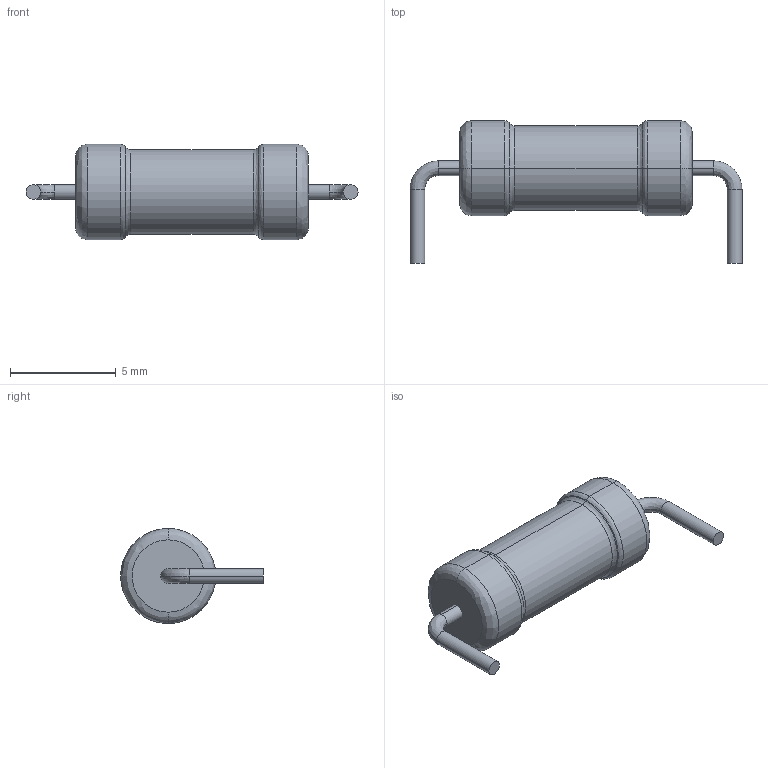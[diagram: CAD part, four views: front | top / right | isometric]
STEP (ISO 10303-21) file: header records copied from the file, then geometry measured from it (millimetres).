
FILE_DESCRIPTION (( 'STEP AP214' ), '1' );
FILE_NAME ('User Library-res_10x15.STEP', '2010-10-20T09:11:16', ( 'sysAdmin' ), ( 'SolidWorks' ), 'SwSTEP 2.0', 'SolidWorks 2010', '' );
FILE_SCHEMA (( 'AUTOMOTIVE_DESIGN' ));
Length unit declared in the file: millimetre
Products named in the file (3): User Library-res_10x15_pin_res_0,7x4,5x15_1; User Library-res_10x15; User Library-res_10x15_res_05-20_res_1.0_1
Assembly tree (2 placements, depth 2):
  User Library-res_10x15
    User Library-res_10x15_res_05-20_res_1.0_1
    User Library-res_10x15_pin_res_0,7x4,5x15_1
Bounding box: 15.7 x 6.75 x 4.5 mm (x, y, z)
Volume: 161.1 mm3; surface area: 224.4 mm2
Topology: 2 solids, 2 shells, 36 faces, 76 edges, 44 vertices
Faces by surface type: bspline 16, cylinder 12, cone 4, plane 4
Entity records: 1658 total; most frequent: CARTESIAN_POINT 413, DIRECTION 178, ORIENTED_EDGE 152, AXIS2_PLACEMENT_3D 81, EDGE_CURVE 76, CIRCLE 56, VERTEX_POINT 44, UNCERTAINTY_MEASURE_WITH_UNIT 43
